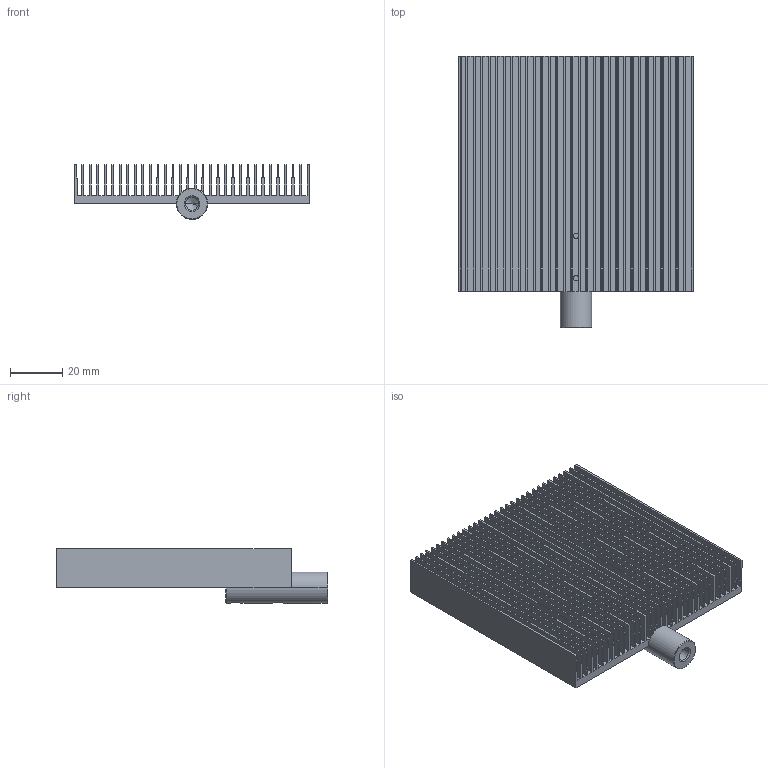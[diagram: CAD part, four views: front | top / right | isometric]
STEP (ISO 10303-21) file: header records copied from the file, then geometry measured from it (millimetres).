
FILE_DESCRIPTION (( 'STEP AP214' ), '1' );
FILE_NAME ('Plate assembly.STEP', '2017-12-25T10:42:29', ( '' ), ( '' ), 'SwSTEP 2.0', 'SolidWorks 2016', '' );
FILE_SCHEMA (( 'AUTOMOTIVE_DESIGN' ));
Length unit declared in the file: millimetre
Products named in the file (4): countersunk flat head cross recess screw_din_DIN EN ISO 7046-1 - M2.5 x 8 - Z - 8N; Plate; Plate assembly; 3448 PT01 POST 01
Assembly tree (4 placements, depth 2):
  Plate assembly
    Plate
    3448 PT01 POST 01
    countersunk flat head cross recess screw_din_DIN EN ISO 7046-1 - M2.5 x 8 - Z - 8N  x2
Bounding box: 90 x 104 x 21 mm (x, y, z)
Volume: 54015.5 mm3; surface area: 88163 mm2
Topology: 4 solids, 4 shells, 374 faces, 1034 edges, 663 vertices
Faces by surface type: plane 304, cone 42, cylinder 24, torus 4
Entity records: 11088 total; most frequent: CARTESIAN_POINT 2044, ORIENTED_EDGE 1872, DIRECTION 1675, EDGE_CURVE 936, VECTOR 843, LINE 843, VERTEX_POINT 609, AXIS2_PLACEMENT_3D 416
